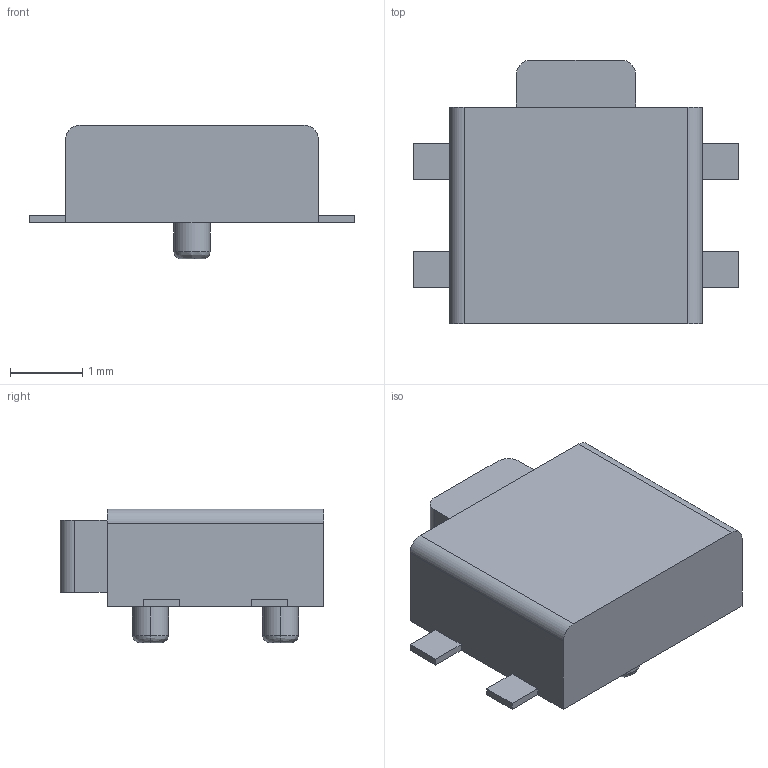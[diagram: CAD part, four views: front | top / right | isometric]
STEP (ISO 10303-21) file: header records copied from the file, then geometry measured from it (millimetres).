
FILE_DESCRIPTION (( 'STEP AP214' ), '1' );
FILE_NAME ('User Library-KLS7-TS5401.STEP', '2020-02-15T07:42:38', ( '' ), ( '' ), 'SwSTEP 2.0', 'SolidWorks 2019', '' );
FILE_SCHEMA (( 'AUTOMOTIVE_DESIGN' ));
Length unit declared in the file: millimetre
Products named in the file (1): User Library-KLS7-TS5401
Bounding box: 4.5 x 3.65 x 1.85 mm (x, y, z)
Volume: 15.5 mm3; surface area: 45.1 mm2
Topology: 1 solids, 1 shells, 41 faces, 104 edges, 68 vertices
Faces by surface type: plane 29, cylinder 8, bspline 4
Entity records: 1579 total; most frequent: CARTESIAN_POINT 286, ORIENTED_EDGE 208, DIRECTION 196, EDGE_CURVE 104, LINE 80, VECTOR 80, VERTEX_POINT 68, AXIS2_PLACEMENT_3D 58
